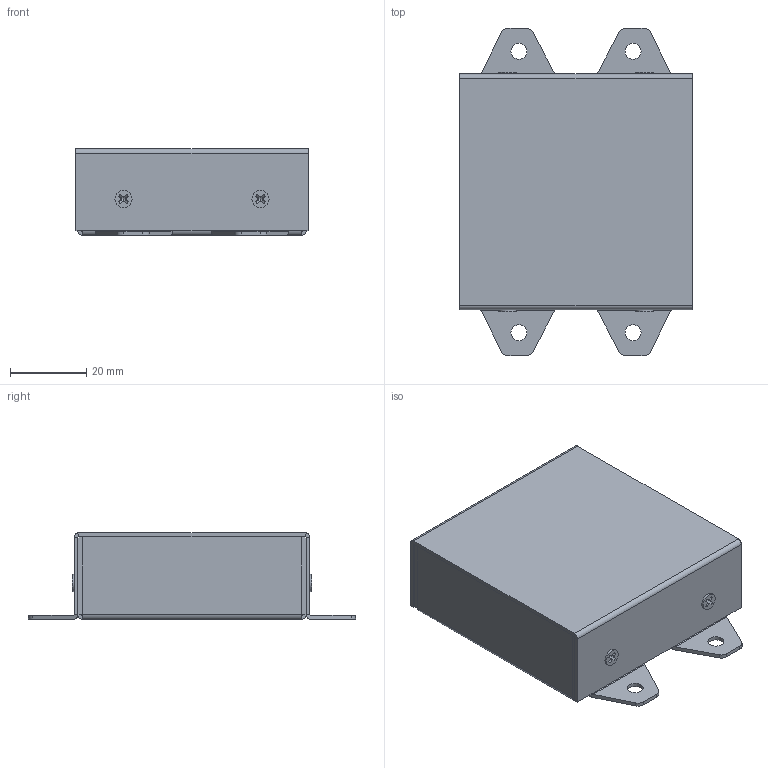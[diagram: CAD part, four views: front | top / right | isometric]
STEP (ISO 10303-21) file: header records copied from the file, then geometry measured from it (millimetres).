
FILE_DESCRIPTION(('FreeCAD Model'),'2;1');
FILE_NAME('Magu.step','2019-07-30T08:55:21' ,('Author'),(''),'Open CASCADE STEP processor 7.3','FreeCAD','Unknown' );
FILE_SCHEMA(('AUTOMOTIVE_DESIGN { 1 0 10303 214 1 1 1 1 }'));
Length unit declared in the file: millimetre
Products named in the file (11): RJ_45_01; Cover_01; Housing_01; M2.5x4-Screw045; M2.5x4-Screw046; M2.5x4-Screw047; M2.5x4-Screw048; M2.5x4-Screw028; M2.5x4-Screw027; M2.5x4-Screw026; M2.5x4-Screw
Bounding box: 61 x 86 x 22.7 mm (x, y, z)
Volume: 16101.6 mm3; surface area: 31648.3 mm2
Topology: 11 solids, 11 shells, 508 faces, 1298 edges, 822 vertices
Faces by surface type: plane 320, cylinder 108, cone 64, torus 8, revolution 8
Full cylindrical faces by diameter (mm): 2.5 x28, 4.2 x4, 4.5 x8
Entity records: 16185 total; most frequent: CARTESIAN_POINT 3293, DIRECTION 2736, ORIENTED_EDGE 2580, EDGE_CURVE 1290, AXIS2_PLACEMENT_3D 985, VERTEX_POINT 822, LINE 758, VECTOR 758
